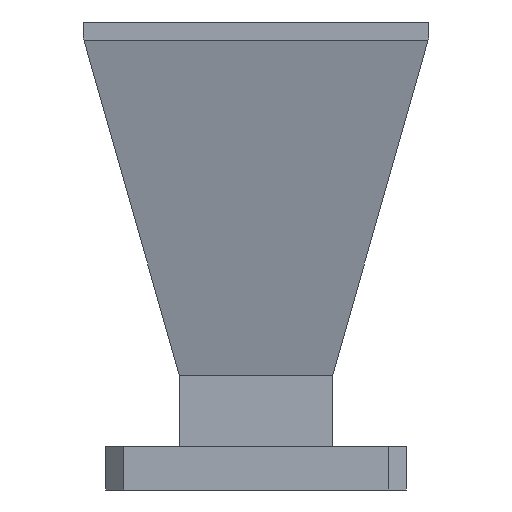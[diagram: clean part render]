
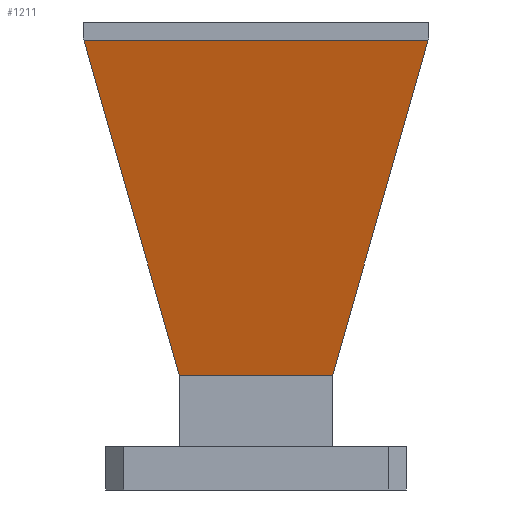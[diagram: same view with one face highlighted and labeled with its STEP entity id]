
A CAD part, left-side view. The second image highlights one B-rep face of the part: STEP entity #1211.
In plain terms, the highlighted planar face has unit normal (-0.972, 0, -0.235).
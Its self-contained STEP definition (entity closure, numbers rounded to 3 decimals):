
#32 = VERTEX_POINT ( 'NONE', #358 ) ;
#114 = DIRECTION ( 'NONE',  ( 0.226, 0.267, -0.937 ) ) ;
#157 = VECTOR ( 'NONE', #442, 1000. ) ;
#204 = VECTOR ( 'NONE', #114, 1000. ) ;
#205 = CARTESIAN_POINT ( 'NONE',  ( -5.239, 8.487, 49.762 ) ) ;
#302 = ORIENTED_EDGE ( 'NONE', *, *, #1118, .T. ) ;
#353 = LINE ( 'NONE', #775, #157 ) ;
#358 = CARTESIAN_POINT ( 'NONE',  ( -5.239, -8.487, 49.762 ) ) ;
#362 = ORIENTED_EDGE ( 'NONE', *, *, #1050, .F. ) ;
#374 = DIRECTION ( 'NONE',  ( -0.972, 0., -0.235 ) ) ;
#392 = DIRECTION ( 'NONE',  ( -0.235, 0., 0.972 ) ) ;
#426 = AXIS2_PLACEMENT_3D ( 'NONE', #1223, #374, #392 ) ;
#434 = ORIENTED_EDGE ( 'NONE', *, *, #1086, .F. ) ;
#442 = DIRECTION ( 'NONE',  ( 0., 1., 0. ) ) ;
#477 = ORIENTED_EDGE ( 'NONE', *, *, #961, .T. ) ;
#494 = VECTOR ( 'NONE', #543, 1000. ) ;
#543 = DIRECTION ( 'NONE',  ( -0.226, 0.267, 0.937 ) ) ;
#635 = LINE ( 'NONE', #833, #1328 ) ;
#662 = LINE ( 'NONE', #1080, #494 ) ;
#761 = VERTEX_POINT ( 'NONE', #1110 ) ;
#775 = CARTESIAN_POINT ( 'NONE',  ( -14.184, 0., 86.781 ) ) ;
#801 = CARTESIAN_POINT ( 'NONE',  ( -14.184, 19.037, 86.781 ) ) ;
#804 = VERTEX_POINT ( 'NONE', #801 ) ;
#832 = EDGE_LOOP ( 'NONE', ( #477, #434, #302, #362 ) ) ;
#833 = CARTESIAN_POINT ( 'NONE',  ( -5.238, 0., 49.762 ) ) ;
#857 = DIRECTION ( 'NONE',  ( 0., -1., 0. ) ) ;
#913 = PLANE ( 'NONE',  #426 ) ;
#961 = EDGE_CURVE ( 'NONE', #1019, #32, #635, .T. ) ;
#965 = LINE ( 'NONE', #1074, #204 ) ;
#1019 = VERTEX_POINT ( 'NONE', #205 ) ;
#1050 = EDGE_CURVE ( 'NONE', #1019, #804, #662, .T. ) ;
#1074 = CARTESIAN_POINT ( 'NONE',  ( -14.184, -19.037, 86.781 ) ) ;
#1080 = CARTESIAN_POINT ( 'NONE',  ( -5.239, 8.487, 49.762 ) ) ;
#1086 = EDGE_CURVE ( 'NONE', #761, #32, #965, .T. ) ;
#1110 = CARTESIAN_POINT ( 'NONE',  ( -14.184, -19.037, 86.781 ) ) ;
#1118 = EDGE_CURVE ( 'NONE', #761, #804, #353, .T. ) ;
#1138 = FACE_OUTER_BOUND ( 'NONE', #832, .T. ) ;
#1211 = ADVANCED_FACE ( 'NONE', ( #1138 ), #913, .T. ) ;
#1223 = CARTESIAN_POINT ( 'NONE',  ( -9.876, 0., 68.955 ) ) ;
#1328 = VECTOR ( 'NONE', #857, 1000. ) ;
